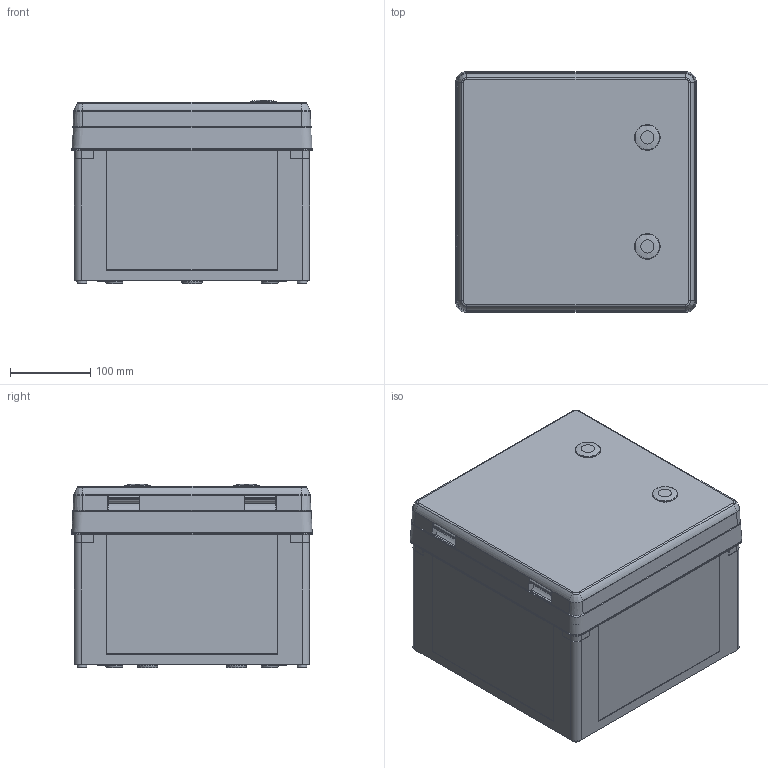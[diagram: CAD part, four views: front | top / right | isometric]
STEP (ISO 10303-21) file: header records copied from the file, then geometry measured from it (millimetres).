
FILE_DESCRIPTION( ( 'STEP AP214' ), '1' );
FILE_NAME( '71173301.stp', '2020-07-23T13:38:33', ( 'License CC BY-ND 4.0' ), ( 'CADENAS' ), ' ', 'PARTsolutions', ' ' );
FILE_SCHEMA( ( 'AUTOMOTIVE_DESIGN { 1 0 10303 214 1 1 1 1 }' ) );
Length unit declared in the file: millimetre
Products named in the file (9): 71173301; _Kasten_3030-18; _rahmen_3030; _rahmenschraube_kurz; _tuer_3030_bt; _scharnier_bg; _schraube_4x13; _geos-s_ drs; _Einschub_ecke_tgw
Assembly tree (19 placements, depth 2):
  71173301
    _Kasten_3030-18
    _rahmen_3030
    _rahmenschraube_kurz  x4
    _tuer_3030_bt
    _scharnier_bg  x2
    _schraube_4x13  x4
    _geos-s_ drs  x2
    _Einschub_ecke_tgw  x4
Bounding box: 300 x 300 x 228.5 mm (x, y, z)
Volume: 2692352.6 mm3; surface area: 1328292.1 mm2
Topology: 19 solids, 35 shells, 2624 faces, 6922 edges, 4569 vertices
Faces by surface type: plane 1614, cylinder 611, cone 244, torus 130, bspline 25
Full cylindrical faces by diameter (mm): 2.5 x4, 3.1 x4, 3.45 x61, 4.2 x4, 4.45 x12, 4.5 x4, 4.65 x4, 7.2 x4, 7.5 x7, 8 x4, 9 x8, 9.4 x4, 9.5 x4, 10 x4, 11 x4, 13.4 x2, 14.8 x4, 15.5 x4, 16.5 x4, 19 x2, 20.5 x4, 28.5 x4, 30 x2, 32.5 x4, 36.5 x4, 38.5 x1, 40.5 x4
Entity records: 87284 total; most frequent: CARTESIAN_POINT 16478, ORIENTED_EDGE 10922, DIRECTION 10861, EDGE_CURVE 5461, VERTEX_POINT 3788, AXIS2_PLACEMENT_3D 3723, LINE 3415, VECTOR 3415
